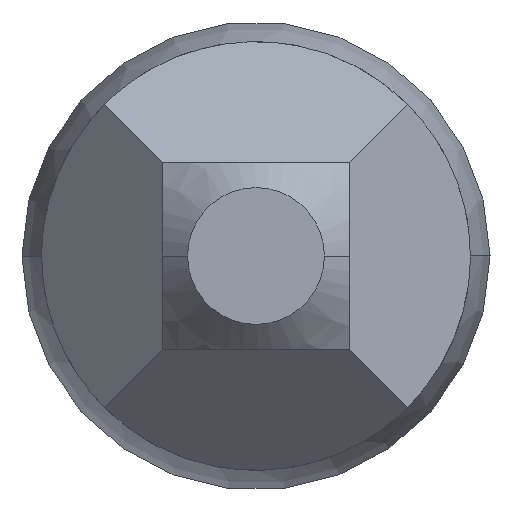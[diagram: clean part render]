
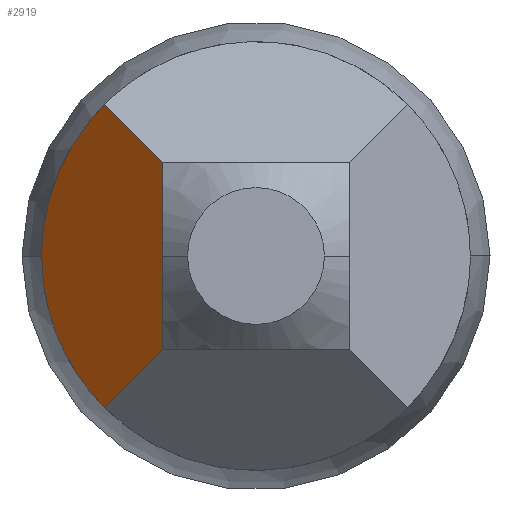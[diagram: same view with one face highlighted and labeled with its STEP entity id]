
A CAD part, front view. The second image highlights one B-rep face of the part: STEP entity #2919.
In plain terms, the highlighted planar face has unit normal (-0.707, -0.707, 0).
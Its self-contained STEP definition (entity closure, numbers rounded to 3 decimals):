
#60 = CARTESIAN_POINT ( 'NONE',  ( -0.47, -22.335, -0.126 ) ) ;
#64 = CARTESIAN_POINT ( 'NONE',  ( 0.035, -22.84, 0.035 ) ) ;
#162 = EDGE_CURVE ( 'Defeature ausgef�hrt1_17+Defeature ausgef�hrt1_0+Defeature ausgef�hrt1_15+Defeature ausgef�hrt1_19', #1771, #2517, #1983, .T. ) ;
#262 = DIRECTION ( 'NONE',  ( 0.577, -0.577, 0.577 ) ) ;
#270 = LINE ( 'NONE', #64, #2817 ) ;
#283 = DIRECTION ( 'NONE',  ( -0.707, 0.707, 0. ) ) ;
#320 = ORIENTED_EDGE ( 'NONE', *, *, #2798, .F. ) ;
#378 = CARTESIAN_POINT ( 'NONE',  ( -0.332, -22.473, 0.332 ) ) ;
#427 = EDGE_CURVE ( 'Defeature ausgef�hrt1_17+Defeature ausgef�hrt1_0+Defeature ausgef�hrt1_15+Defeature ausgef�hrt1_19', #2517, #1698, #695, .T. ) ;
#493 = VECTOR ( 'NONE', #2973, 1000. ) ;
#695 =( BOUNDED_CURVE ( )  B_SPLINE_CURVE ( 3, ( #1005, #60, #1764, #2997 ),
 .UNSPECIFIED., .F., .T. ) 
 B_SPLINE_CURVE_WITH_KNOTS ( ( 4, 4 ),
 ( 0., 0.785 ),
 .UNSPECIFIED. ) 
 CURVE ( )  GEOMETRIC_REPRESENTATION_ITEM ( )  RATIONAL_B_SPLINE_CURVE ( ( 1., 0.949, 0.949, 1. ) ) 
 REPRESENTATION_ITEM ( '' )  );
#733 = ORIENTED_EDGE ( 'NONE', *, *, #2603, .T. ) ;
#864 = CARTESIAN_POINT ( 'NONE',  ( -0.47, -22.335, 0.126 ) ) ;
#954 = LINE ( 'NONE', #1364, #2931 ) ;
#1005 = CARTESIAN_POINT ( 'NONE',  ( -0.47, -22.335, 0. ) ) ;
#1147 = VERTEX_POINT ( 'NONE', #2666 ) ;
#1240 = EDGE_LOOP ( 'NONE', ( #2018, #3027, #733, #320, #2145 ) ) ;
#1292 = EDGE_CURVE ( 'Defeature ausgef�hrt1_15+Defeature ausgef�hrt1_17+Defeature ausgef�hrt1_0+Defeature ausgef�hrt1_14', #1771, #1147, #3049, .T. ) ;
#1364 = CARTESIAN_POINT ( 'NONE',  ( -0.205, -22.6, 0.515 ) ) ;
#1448 = VERTEX_POINT ( 'NONE', #2785 ) ;
#1470 = CARTESIAN_POINT ( 'NONE',  ( -0.205, -22.6, 0.515 ) ) ;
#1488 = DIRECTION ( 'NONE',  ( 0.707, 0.707, 0. ) ) ;
#1698 = VERTEX_POINT ( 'NONE', #2650 ) ;
#1764 = CARTESIAN_POINT ( 'NONE',  ( -0.422, -22.383, -0.243 ) ) ;
#1771 = VERTEX_POINT ( 'NONE', #2162 ) ;
#1858 = CARTESIAN_POINT ( 'NONE',  ( -0.47, -22.335, 0. ) ) ;
#1983 =( BOUNDED_CURVE ( )  B_SPLINE_CURVE ( 3, ( #378, #2103, #864, #1858 ),
 .UNSPECIFIED., .F., .F. ) 
 B_SPLINE_CURVE_WITH_KNOTS ( ( 4, 4 ),
 ( 5.498, 6.283 ),
 .UNSPECIFIED. ) 
 CURVE ( )  GEOMETRIC_REPRESENTATION_ITEM ( )  RATIONAL_B_SPLINE_CURVE ( ( 1., 0.949, 0.949, 1. ) ) 
 REPRESENTATION_ITEM ( '' )  );
#2018 = ORIENTED_EDGE ( 'NONE', *, *, #162, .T. ) ;
#2103 = CARTESIAN_POINT ( 'NONE',  ( -0.422, -22.383, 0.243 ) ) ;
#2145 = ORIENTED_EDGE ( 'NONE', *, *, #1292, .F. ) ;
#2162 = CARTESIAN_POINT ( 'NONE',  ( -0.332, -22.473, 0.332 ) ) ;
#2198 = FACE_OUTER_BOUND ( 'NONE', #1240, .T. ) ;
#2268 = CARTESIAN_POINT ( 'NONE',  ( -0.47, -22.335, 0. ) ) ;
#2499 = CARTESIAN_POINT ( 'NONE',  ( 0.035, -22.84, -0.035 ) ) ;
#2517 = VERTEX_POINT ( 'NONE', #2268 ) ;
#2603 = EDGE_CURVE ( 'Defeature ausgef�hrt1_17+Defeature ausgef�hrt1_19+Defeature ausgef�hrt1_0+Defeature ausgef�hrt1_16', #1698, #1448, #270, .T. ) ;
#2650 = CARTESIAN_POINT ( 'NONE',  ( -0.332, -22.473, -0.332 ) ) ;
#2666 = CARTESIAN_POINT ( 'NONE',  ( -0.205, -22.6, 0.205 ) ) ;
#2785 = CARTESIAN_POINT ( 'NONE',  ( -0.205, -22.6, -0.205 ) ) ;
#2798 = EDGE_CURVE ( 'Defeature ausgef�hrt1_16+Defeature ausgef�hrt1_17+Defeature ausgef�hrt1_14+Defeature ausgef�hrt1_18', #1147, #1448, #954, .T. ) ;
#2817 = VECTOR ( 'NONE', #262, 1000. ) ;
#2919 = ADVANCED_FACE ( 'Defeature ausgef�hrt1_17', ( #2198 ), #2962, .F. ) ;
#2931 = VECTOR ( 'NONE', #3105, 1000. ) ;
#2962 = PLANE ( 'NONE',  #3046 ) ;
#2973 = DIRECTION ( 'NONE',  ( 0.577, -0.577, -0.577 ) ) ;
#2997 = CARTESIAN_POINT ( 'NONE',  ( -0.332, -22.473, -0.332 ) ) ;
#3027 = ORIENTED_EDGE ( 'NONE', *, *, #427, .T. ) ;
#3046 = AXIS2_PLACEMENT_3D ( 'NONE', #1470, #1488, #283 ) ;
#3049 = LINE ( 'NONE', #2499, #493 ) ;
#3105 = DIRECTION ( 'NONE',  ( 0., 0., -1. ) ) ;
